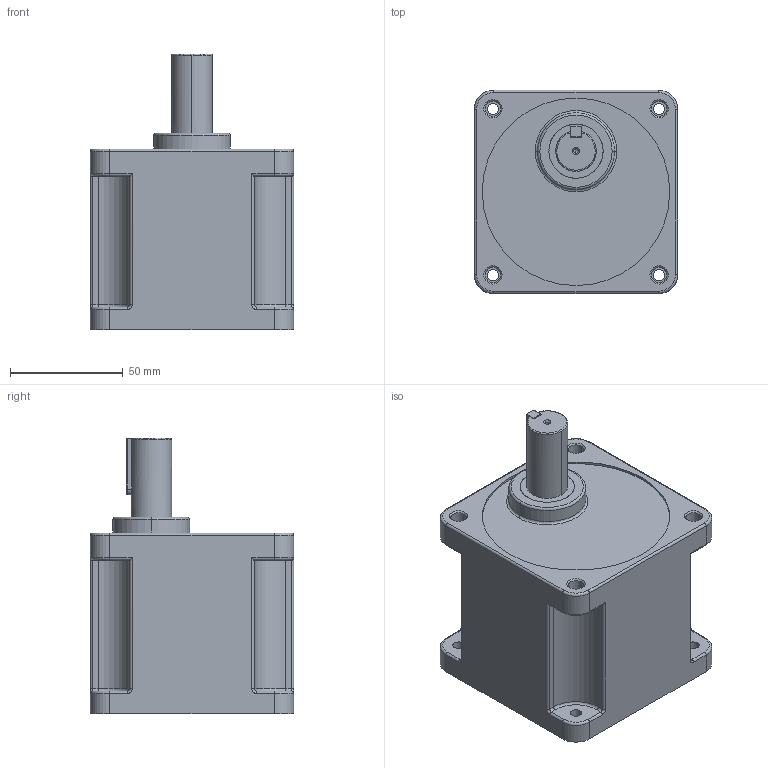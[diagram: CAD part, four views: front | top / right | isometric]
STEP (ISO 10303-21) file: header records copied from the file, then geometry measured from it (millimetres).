
FILE_DESCRIPTION (( 'STEP AP203' ), '1' );
FILE_NAME ('5GX¡¼KBH.STEP', '2015-12-09T03:35:02', ( 'SE' ), ( 'SE' ), 'SwSTEP 2.0', 'SolidWorks 2010', '' );
FILE_SCHEMA (( 'CONFIG_CONTROL_DESIGN' ));
Length unit declared in the file: millimetre
Products named in the file (9): 18x24x4; 5GXNCB1側板; 5GXK-H 出力軸; 5GX側板成品; 5GXNCB2側板; 5GXNCB3側板; 5x5xL_25L; 5GX□KBH; 5GH齒箱
Assembly tree (9 placements, depth 3):
  5GX□KBH
    5GXK-H 出力軸
    5GH齒箱
    5GX側板成品
      5GXNCB1側板  x2
      5GXNCB2側板
      5GXNCB3側板
    5x5xL_25L
    18x24x4
Bounding box: 90 x 90 x 122 mm (x, y, z)
Volume: 572597 mm3; surface area: 92806.6 mm2
Topology: 8 solids, 8 shells, 220 faces, 483 edges, 289 vertices
Faces by surface type: cylinder 104, plane 65, torus 29, cone 22
Entity records: 6982 total; most frequent: DIRECTION 1161, CARTESIAN_POINT 1053, ORIENTED_EDGE 950, EDGE_CURVE 475, AXIS2_PLACEMENT_3D 469, VERTEX_POINT 285, EDGE_LOOP 246, CIRCLE 240
